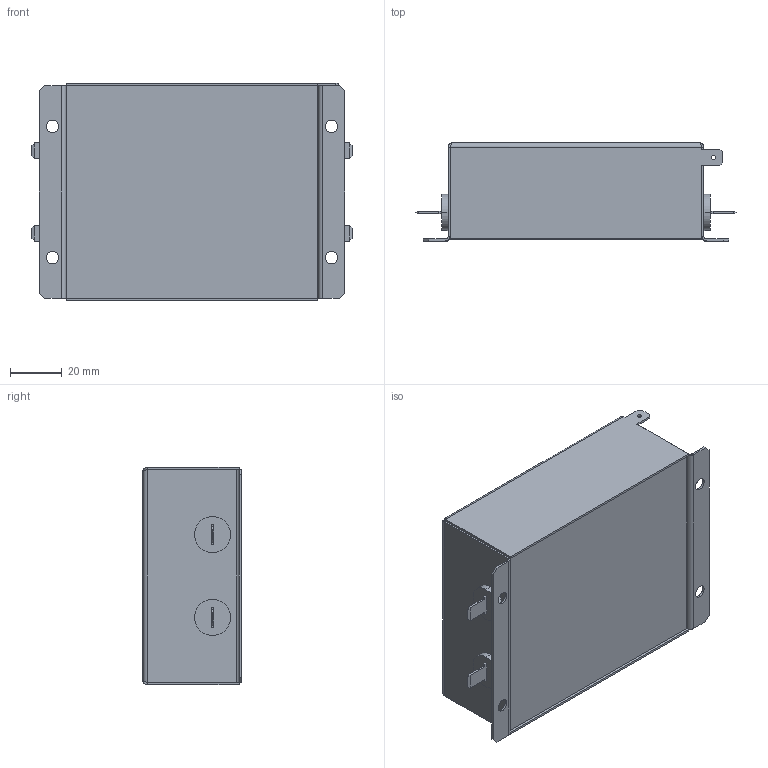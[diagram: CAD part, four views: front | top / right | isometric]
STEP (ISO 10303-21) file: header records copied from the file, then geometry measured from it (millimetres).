
FILE_DESCRIPTION (( 'STEP AP214' ), '1' );
FILE_NAME ('190397.STEP', '2020-05-28T23:12:06', ( '' ), ( '' ), 'SwSTEP 2.0', 'SolidWorks 2018', '' );
FILE_SCHEMA (( 'AUTOMOTIVE_DESIGN' ));
Length unit declared in the file: millimetre
Products named in the file (1): 190397
Bounding box: 124 x 38.1 x 84 mm (x, y, z)
Volume: 304792.7 mm3; surface area: 45191.4 mm2
Topology: 1 solids, 1 shells, 152 faces, 359 edges, 217 vertices
Faces by surface type: plane 103, cylinder 29, bspline 20
Entity records: 4905 total; most frequent: CARTESIAN_POINT 1429, ORIENTED_EDGE 718, DIRECTION 667, EDGE_CURVE 359, VECTOR 265, LINE 265, VERTEX_POINT 217, AXIS2_PLACEMENT_3D 201
